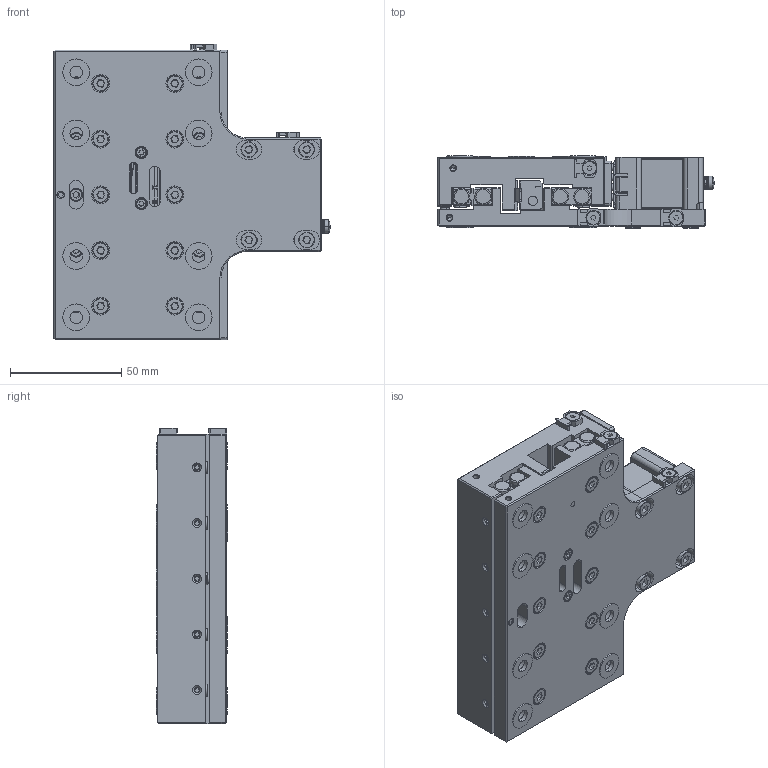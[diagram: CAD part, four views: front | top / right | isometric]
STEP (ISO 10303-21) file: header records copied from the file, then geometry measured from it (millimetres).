
FILE_DESCRIPTION (( 'STEP AP214' ), '1' );
FILE_NAME ('FBS075100-10008.STEP', '2020-05-07T06:12:05', ( 'IL01OD77172' ), ( 'Johnson Electric International AG' ), 'SwSTEP 2.0', 'SolidWorks 2015', '' );
FILE_SCHEMA (( 'AUTOMOTIVE_DESIGN' ));
Length unit declared in the file: millimetre
Products named in the file (28): WASM-RIBBED_WASM2501; SM-SC-DIN9121_SM04SC10; SM-SC-DIN9121_SM03SC12; SY000138_SY000138-125; SY000145; CROSS_ROLLER_FB_SY000426; SY000082-Rail_SY000426; WASM-RIBBED_WASM0402; WASM-RIBBED_WASM0302; HR-LS8-MOTOR_HR8-1-S-3; TONIC-HEAD_SY000086; LOCK130002-02; F07514S102-01_F07514S102-00; Interpolator_SY000153; EA00-DIN915_EA000373; F07514S101-01_F07514S101-01; SY000089; SM-FS-DIN7991_SM03FS05; EA000412; CSB175S20W-00_CSB130S20W-00; S768130103-00_S768130103-00; SM-SC-DIN9121_SM25SC10; SY000144; SM-SC-DIN9121_SM04SC16; SM-Set-DIN9136_SM03SP05; SY000082-cage_SY000426; FBS075100-10008; SM04FS05 DIN7991_SM03FS05
Assembly tree (82 placements, depth 3):
  Interpolator_SY000153
  FBS075100-10008
    CSB175S20W-00_CSB130S20W-00
    HR-LS8-MOTOR_HR8-1-S-3
    TONIC-HEAD_SY000086
    F07514S101-01_F07514S101-01
    F07514S102-01_F07514S102-00
    SM-SC-DIN9121_SM04SC16  x4
    WASM-RIBBED_WASM0402  x14
    SM-SC-DIN9121_SM03SC12  x10
    SM-SC-DIN9121_SM04SC10  x10
    WASM-RIBBED_WASM0302  x10
    SM-SC-DIN9121_SM25SC10  x2
    WASM-RIBBED_WASM2501  x2
    CROSS_ROLLER_FB_SY000426  x2
      SY000082-Rail_SY000426
      SY000082-cage_SY000426
    EA000412  x3
    SM-Set-DIN9136_SM03SP05  x5
    EA00-DIN915_EA000373
    SY000144
    SY000145
    SY000138_SY000138-125
    SY000089
    LOCK130002-02
    SM-FS-DIN7991_SM03FS05  x3
    S768130103-00_S768130103-00
    SM04FS05 DIN7991_SM03FS05  x2
Bounding box: 124.03 x 32.2 x 132.5 mm (x, y, z)
Volume: 291006.4 mm3; surface area: 139110.5 mm2
Topology: 93 solids, 93 shells, 4435 faces, 11065 edges, 6916 vertices
Faces by surface type: plane 2160, cylinder 1255, cone 647, bspline 289, torus 84
Entity records: 127534 total; most frequent: CARTESIAN_POINT 33208, ORIENTED_EDGE 16024, DIRECTION 14634, EDGE_CURVE 8012, VECTOR 5374, LINE 5374, VERTEX_POINT 5158, AXIS2_PLACEMENT_3D 4630
